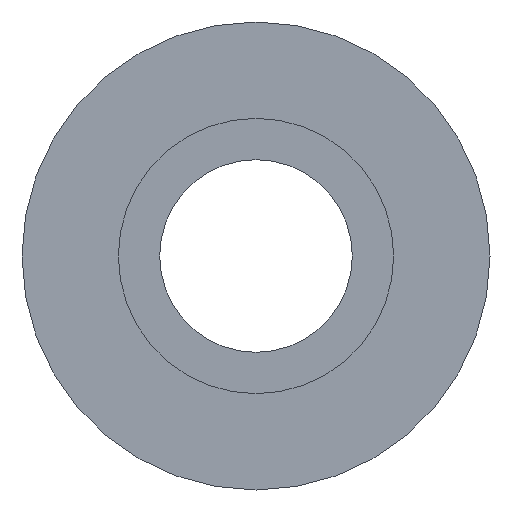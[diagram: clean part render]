
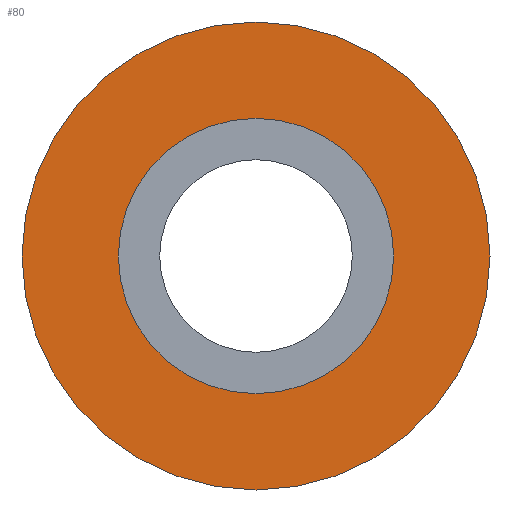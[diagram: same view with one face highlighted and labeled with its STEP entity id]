
A CAD part, front view. The second image highlights one B-rep face of the part: STEP entity #80.
In plain terms, the highlighted planar face has unit normal (0, -1, 0).
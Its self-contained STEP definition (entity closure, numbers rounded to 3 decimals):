
#80 = ADVANCED_FACE( '', ( #111, #112 ), #113, .F. );
#111 = FACE_BOUND( '', #174, .T. );
#112 = FACE_OUTER_BOUND( '', #175, .T. );
#113 = PLANE( '', #176 );
#174 = EDGE_LOOP( '', ( #250 ) );
#175 = EDGE_LOOP( '', ( #251 ) );
#176 = AXIS2_PLACEMENT_3D( '', #252, #253, #254 );
#250 = ORIENTED_EDGE( '', *, *, #360, .F. );
#251 = ORIENTED_EDGE( '', *, *, #361, .T. );
#252 = CARTESIAN_POINT( '', ( 17., -16.75, 0. ) );
#253 = DIRECTION( '', ( 0., 1., 0. ) );
#254 = DIRECTION( '', ( 0., 0., 1. ) );
#360 = EDGE_CURVE( '', #397, #397, #398, .T. );
#361 = EDGE_CURVE( '', #399, #399, #400, .T. );
#397 = VERTEX_POINT( '', #545 );
#398 = CIRCLE( '', #546, 10. );
#399 = VERTEX_POINT( '', #547 );
#400 = CIRCLE( '', #548, 17. );
#545 = CARTESIAN_POINT( '', ( 0., -16.75, -10. ) );
#546 = AXIS2_PLACEMENT_3D( '', #686, #687, #688 );
#547 = CARTESIAN_POINT( '', ( 0., -16.75, -17. ) );
#548 = AXIS2_PLACEMENT_3D( '', #689, #690, #691 );
#686 = CARTESIAN_POINT( '', ( 0., -16.75, 0. ) );
#687 = DIRECTION( '', ( 0., -1., 0. ) );
#688 = DIRECTION( '', ( 0., 0., -1. ) );
#689 = CARTESIAN_POINT( '', ( 0., -16.75, 0. ) );
#690 = DIRECTION( '', ( 0., -1., 0. ) );
#691 = DIRECTION( '', ( 0., 0., -1. ) );
